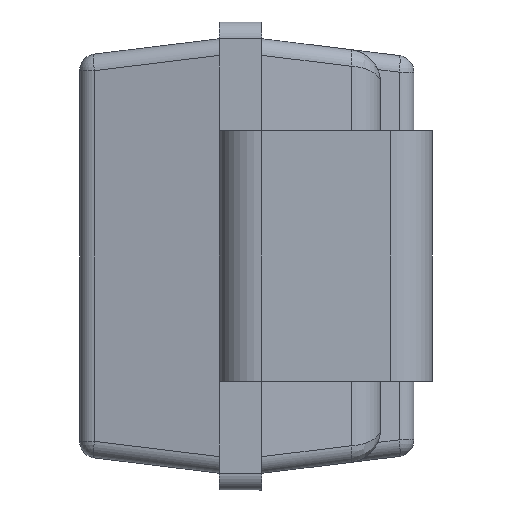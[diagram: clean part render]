
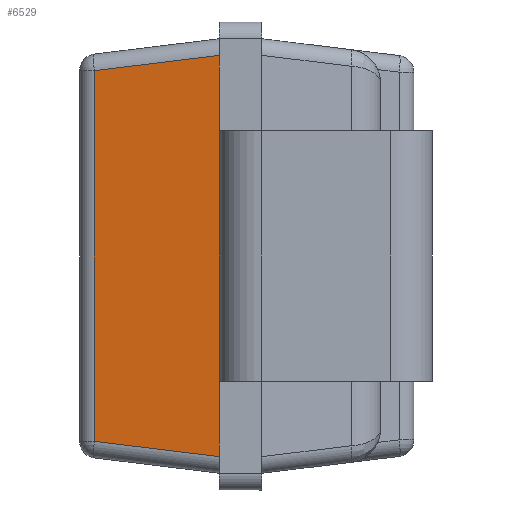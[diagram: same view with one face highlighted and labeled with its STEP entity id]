
A CAD part, left-side view. The second image highlights one B-rep face of the part: STEP entity #6529.
In plain terms, the highlighted face is planar.
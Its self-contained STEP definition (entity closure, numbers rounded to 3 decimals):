
#433 = VECTOR ( 'NONE', #4423, 1000. ) ;
#573 = VERTEX_POINT ( 'NONE', #4920 ) ;
#579 = ORIENTED_EDGE ( 'NONE', *, *, #6628, .T. ) ;
#592 = EDGE_CURVE ( 'NONE', #824, #1985, #4842, .T. ) ;
#628 = VECTOR ( 'NONE', #7607, 1000. ) ;
#727 = ORIENTED_EDGE ( 'NONE', *, *, #8007, .T. ) ;
#824 = VERTEX_POINT ( 'NONE', #5447 ) ;
#857 = DIRECTION ( 'NONE',  ( -0.993, 0., 0.122 ) ) ;
#931 = EDGE_LOOP ( 'NONE', ( #6950, #3243, #579, #7634, #727, #1074 ) ) ;
#1074 = ORIENTED_EDGE ( 'NONE', *, *, #6505, .T. ) ;
#1122 = VECTOR ( 'NONE', #7609, 1000. ) ;
#1447 = CARTESIAN_POINT ( 'NONE',  ( 0.142, -0.203, 1.002 ) ) ;
#1682 = VECTOR ( 'NONE', #7723, 1000. ) ;
#1898 = CARTESIAN_POINT ( 'NONE',  ( 0.05, -0.1, 0.254 ) ) ;
#1985 = VERTEX_POINT ( 'NONE', #7754 ) ;
#2036 = LINE ( 'NONE', #1898, #433 ) ;
#2056 = FACE_OUTER_BOUND ( 'NONE', #931, .T. ) ;
#2937 = LINE ( 'NONE', #7121, #1682 ) ;
#2991 = VERTEX_POINT ( 'NONE', #3989 ) ;
#3048 = AXIS2_PLACEMENT_3D ( 'NONE', #3893, #857, #5171 ) ;
#3127 = VERTEX_POINT ( 'NONE', #7015 ) ;
#3157 = LINE ( 'NONE', #5526, #4996 ) ;
#3197 = VECTOR ( 'NONE', #3723, 1000. ) ;
#3243 = ORIENTED_EDGE ( 'NONE', *, *, #5778, .T. ) ;
#3723 = DIRECTION ( 'NONE',  ( 0., -1., 0. ) ) ;
#3795 = CARTESIAN_POINT ( 'NONE',  ( 0.05, -2.29, 0.254 ) ) ;
#3893 = CARTESIAN_POINT ( 'NONE',  ( 0.05, -0.1, 0.254 ) ) ;
#3904 = LINE ( 'NONE', #6985, #628 ) ;
#3989 = CARTESIAN_POINT ( 'NONE',  ( 0.142, -0.291, 1.002 ) ) ;
#4423 = DIRECTION ( 'NONE',  ( 0., -1., 0. ) ) ;
#4842 = LINE ( 'NONE', #3795, #3197 ) ;
#4920 = CARTESIAN_POINT ( 'NONE',  ( 0.142, -2.509, 1.002 ) ) ;
#4966 = EDGE_CURVE ( 'NONE', #573, #2991, #7696, .T. ) ;
#4996 = VECTOR ( 'NONE', #7366, 1000. ) ;
#5171 = DIRECTION ( 'NONE',  ( 0.122, 0., 0.993 ) ) ;
#5447 = CARTESIAN_POINT ( 'NONE',  ( 0.05, -0.65, 0.254 ) ) ;
#5526 = CARTESIAN_POINT ( 'NONE',  ( 0.049, -0.198, 0.242 ) ) ;
#5759 = VERTEX_POINT ( 'NONE', #6757 ) ;
#5774 = PLANE ( 'NONE',  #3048 ) ;
#5778 = EDGE_CURVE ( 'NONE', #2991, #3127, #3157, .T. ) ;
#6505 = EDGE_CURVE ( 'NONE', #5759, #573, #3904, .T. ) ;
#6529 = ADVANCED_FACE ( 'NONE', ( #2056 ), #5774, .T. ) ;
#6628 = EDGE_CURVE ( 'NONE', #3127, #824, #2937, .T. ) ;
#6757 = CARTESIAN_POINT ( 'NONE',  ( 0.05, -2.601, 0.254 ) ) ;
#6950 = ORIENTED_EDGE ( 'NONE', *, *, #4966, .T. ) ;
#6985 = CARTESIAN_POINT ( 'NONE',  ( 0.087, -2.564, 0.552 ) ) ;
#7015 = CARTESIAN_POINT ( 'NONE',  ( 0.05, -0.199, 0.254 ) ) ;
#7121 = CARTESIAN_POINT ( 'NONE',  ( 0.05, -0.1, 0.254 ) ) ;
#7366 = DIRECTION ( 'NONE',  ( -0.121, 0.121, -0.985 ) ) ;
#7607 = DIRECTION ( 'NONE',  ( 0.121, 0.121, 0.985 ) ) ;
#7609 = DIRECTION ( 'NONE',  ( 0., 1., 0. ) ) ;
#7634 = ORIENTED_EDGE ( 'NONE', *, *, #592, .T. ) ;
#7696 = LINE ( 'NONE', #1447, #1122 ) ;
#7723 = DIRECTION ( 'NONE',  ( 0., -1., 0. ) ) ;
#7754 = CARTESIAN_POINT ( 'NONE',  ( 0.05, -2.15, 0.254 ) ) ;
#8007 = EDGE_CURVE ( 'NONE', #1985, #5759, #2036, .T. ) ;
